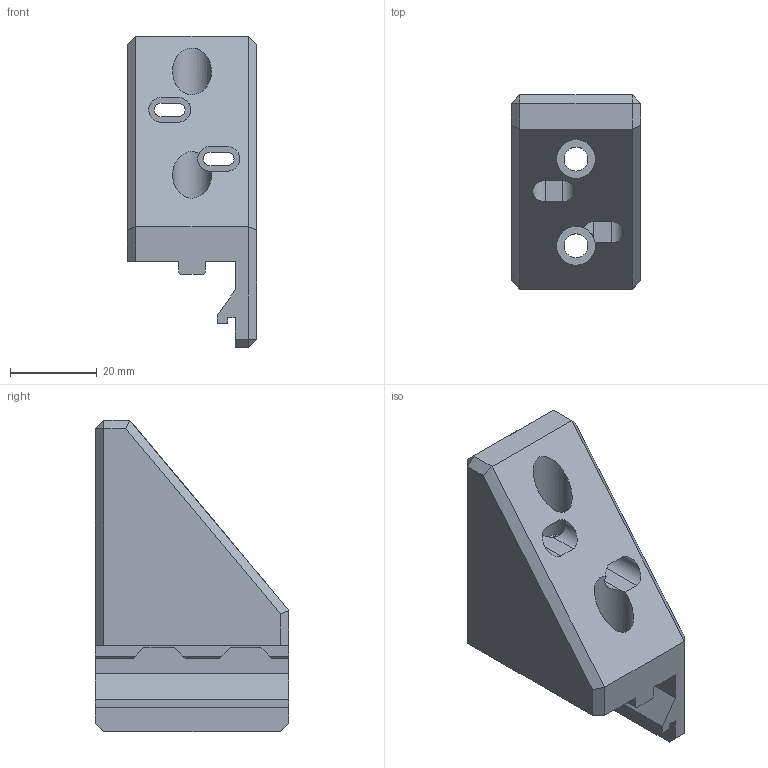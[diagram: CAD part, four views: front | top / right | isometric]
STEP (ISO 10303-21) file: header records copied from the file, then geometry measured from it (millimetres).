
FILE_DESCRIPTION (( 'STEP AP203' ), '1' );
FILE_NAME ('mirror_mount.STEP', '2019-06-25T20:16:58', ( '' ), ( '' ), 'SwSTEP 2.0', 'SolidWorks 2018', '' );
FILE_SCHEMA (( 'CONFIG_CONTROL_DESIGN' ));
Length unit declared in the file: millimetre
Products named in the file (1): mirror_mount
Bounding box: 30 x 44.8 x 72 mm (x, y, z)
Volume: 45063.8 mm3; surface area: 12717.1 mm2
Topology: 1 solids, 1 shells, 79 faces, 218 edges, 140 vertices
Faces by surface type: plane 61, cylinder 18
Entity records: 2725 total; most frequent: CARTESIAN_POINT 622, ORIENTED_EDGE 436, DIRECTION 397, EDGE_CURVE 218, LINE 171, VECTOR 171, VERTEX_POINT 140, AXIS2_PLACEMENT_3D 113
